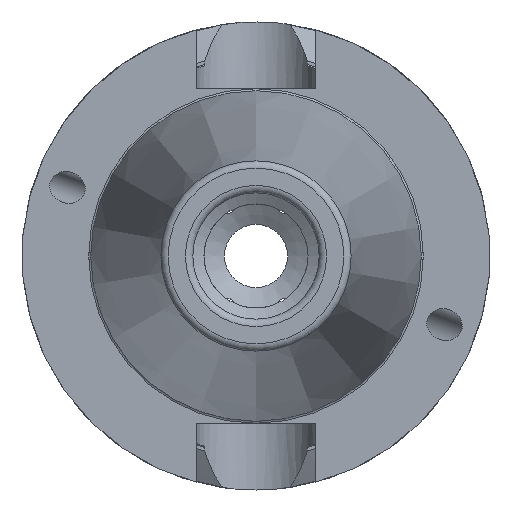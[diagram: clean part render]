
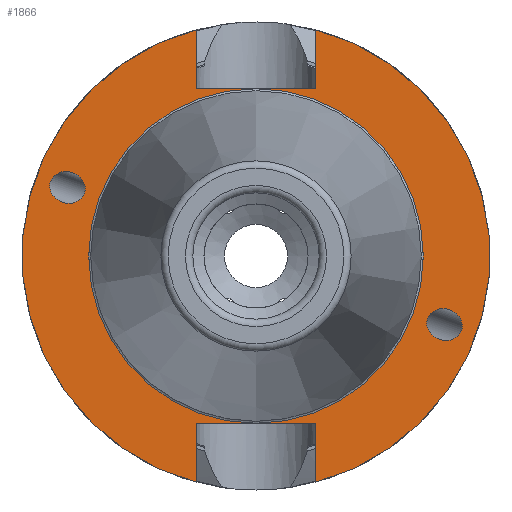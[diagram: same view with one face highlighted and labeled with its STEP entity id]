
A CAD part, left-side view. The second image highlights one B-rep face of the part: STEP entity #1866.
In plain terms, the highlighted planar face has unit normal (-1, 0, 0).
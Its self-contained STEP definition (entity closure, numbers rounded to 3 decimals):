
#22=ELLIPSE('',#2048,2.425,2.1);
#26=ELLIPSE('',#2053,2.425,2.1);
#56=PLANE('',#2074);
#74=FACE_BOUND('',#264,.T.);
#75=FACE_BOUND('',#265,.T.);
#76=FACE_BOUND('',#266,.T.);
#166=FACE_OUTER_BOUND('',#263,.T.);
#263=EDGE_LOOP('',(#1615,#1616,#1617,#1618,#1619,#1620,#1621,#1622));
#264=EDGE_LOOP('',(#1623));
#265=EDGE_LOOP('',(#1624));
#266=EDGE_LOOP('',(#1625,#1626));
#356=LINE('',#3467,#452);
#365=LINE('',#3568,#461);
#367=LINE('',#3571,#463);
#371=LINE('',#3641,#467);
#372=LINE('',#3643,#468);
#373=LINE('',#3645,#469);
#452=VECTOR('',#2492,10.);
#461=VECTOR('',#2507,10.);
#463=VECTOR('',#2511,10.);
#467=VECTOR('',#2545,10.);
#468=VECTOR('',#2546,10.);
#469=VECTOR('',#2547,10.);
#579=CIRCLE('',#2075,31.5);
#580=CIRCLE('',#2076,31.5);
#581=CIRCLE('',#2077,22.517);
#582=CIRCLE('',#2078,22.517);
#809=VERTEX_POINT('',#3365);
#813=VERTEX_POINT('',#3375);
#821=VERTEX_POINT('',#3464);
#822=VERTEX_POINT('',#3466);
#838=VERTEX_POINT('',#3565);
#839=VERTEX_POINT('',#3567);
#849=VERTEX_POINT('',#3638);
#850=VERTEX_POINT('',#3640);
#851=VERTEX_POINT('',#3642);
#852=VERTEX_POINT('',#3644);
#853=VERTEX_POINT('',#3647);
#854=VERTEX_POINT('',#3648);
#1070=EDGE_CURVE('',#809,#809,#22,.T.);
#1075=EDGE_CURVE('',#813,#813,#26,.T.);
#1085=EDGE_CURVE('',#822,#821,#356,.T.);
#1105=EDGE_CURVE('',#839,#838,#365,.T.);
#1107=EDGE_CURVE('',#821,#839,#367,.T.);
#1123=EDGE_CURVE('',#838,#849,#579,.T.);
#1124=EDGE_CURVE('',#849,#850,#371,.T.);
#1125=EDGE_CURVE('',#850,#851,#372,.T.);
#1126=EDGE_CURVE('',#851,#852,#373,.T.);
#1127=EDGE_CURVE('',#852,#822,#580,.T.);
#1128=EDGE_CURVE('',#853,#854,#581,.T.);
#1129=EDGE_CURVE('',#854,#853,#582,.T.);
#1615=ORIENTED_EDGE('',*,*,#1085,.T.);
#1616=ORIENTED_EDGE('',*,*,#1107,.T.);
#1617=ORIENTED_EDGE('',*,*,#1105,.T.);
#1618=ORIENTED_EDGE('',*,*,#1123,.T.);
#1619=ORIENTED_EDGE('',*,*,#1124,.T.);
#1620=ORIENTED_EDGE('',*,*,#1125,.T.);
#1621=ORIENTED_EDGE('',*,*,#1126,.T.);
#1622=ORIENTED_EDGE('',*,*,#1127,.T.);
#1623=ORIENTED_EDGE('',*,*,#1070,.T.);
#1624=ORIENTED_EDGE('',*,*,#1075,.T.);
#1625=ORIENTED_EDGE('',*,*,#1128,.F.);
#1626=ORIENTED_EDGE('',*,*,#1129,.F.);
#1866=ADVANCED_FACE('',(#166,#74,#75,#76),#56,.T.);
#2048=AXIS2_PLACEMENT_3D('',#3367,#2468,#2469);
#2053=AXIS2_PLACEMENT_3D('',#3377,#2479,#2480);
#2074=AXIS2_PLACEMENT_3D('',#3637,#2541,#2542);
#2075=AXIS2_PLACEMENT_3D('',#3639,#2543,#2544);
#2076=AXIS2_PLACEMENT_3D('',#3646,#2548,#2549);
#2077=AXIS2_PLACEMENT_3D('',#3649,#2550,#2551);
#2078=AXIS2_PLACEMENT_3D('',#3650,#2552,#2553);
#2468=DIRECTION('center_axis',(1.,0.,0.));
#2469=DIRECTION('ref_axis',(0.,-0.94,-0.342));
#2479=DIRECTION('center_axis',(1.,0.,0.));
#2480=DIRECTION('ref_axis',(0.,0.94,0.342));
#2492=DIRECTION('',(0.,0.,1.));
#2507=DIRECTION('',(0.,0.,-1.));
#2511=DIRECTION('',(0.,-1.,0.));
#2541=DIRECTION('center_axis',(-1.,0.,0.));
#2542=DIRECTION('ref_axis',(0.,0.,1.));
#2543=DIRECTION('center_axis',(-1.,0.,0.));
#2544=DIRECTION('ref_axis',(0.,0.,1.));
#2545=DIRECTION('',(0.,0.,-1.));
#2546=DIRECTION('',(0.,1.,0.));
#2547=DIRECTION('',(0.,0.,1.));
#2548=DIRECTION('center_axis',(-1.,0.,0.));
#2549=DIRECTION('ref_axis',(0.,0.,1.));
#2550=DIRECTION('center_axis',(-1.,0.,0.));
#2551=DIRECTION('ref_axis',(0.,0.,1.));
#2552=DIRECTION('center_axis',(-1.,0.,0.));
#2553=DIRECTION('ref_axis',(0.,0.,1.));
#3365=CARTESIAN_POINT('',(2.,-23.093,-8.405));
#3367=CARTESIAN_POINT('Origin',(2.,-25.372,-9.235));
#3375=CARTESIAN_POINT('',(2.,23.093,8.405));
#3377=CARTESIAN_POINT('Origin',(2.,25.372,9.235));
#3464=CARTESIAN_POINT('',(2.,8.05,-22.6));
#3466=CARTESIAN_POINT('',(2.,8.05,-30.454));
#3467=CARTESIAN_POINT('',(2.,8.05,2.204));
#3565=CARTESIAN_POINT('',(2.,-8.05,-30.454));
#3567=CARTESIAN_POINT('',(2.,-8.05,-22.6));
#3568=CARTESIAN_POINT('',(2.,-8.05,2.204));
#3571=CARTESIAN_POINT('',(2.,0.,-22.6));
#3637=CARTESIAN_POINT('Origin',(2.,0.,27.008));
#3638=CARTESIAN_POINT('',(2.,-8.05,30.454));
#3639=CARTESIAN_POINT('Origin',(2.,0.,0.));
#3640=CARTESIAN_POINT('',(2.,-8.05,22.6));
#3641=CARTESIAN_POINT('',(2.,-8.05,24.804));
#3642=CARTESIAN_POINT('',(2.,8.05,22.6));
#3643=CARTESIAN_POINT('',(2.,0.,22.6));
#3644=CARTESIAN_POINT('',(2.,8.05,30.454));
#3645=CARTESIAN_POINT('',(2.,8.05,24.804));
#3646=CARTESIAN_POINT('Origin',(2.,0.,0.));
#3647=CARTESIAN_POINT('',(2.,0.,22.517));
#3648=CARTESIAN_POINT('',(2.,0.,-22.517));
#3649=CARTESIAN_POINT('Origin',(2.,0.,0.));
#3650=CARTESIAN_POINT('Origin',(2.,0.,0.));
